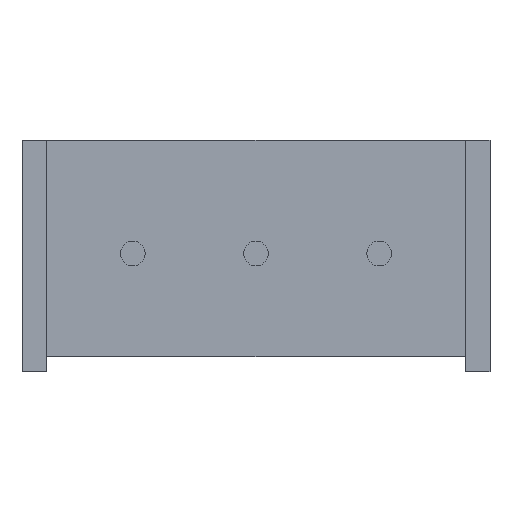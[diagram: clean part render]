
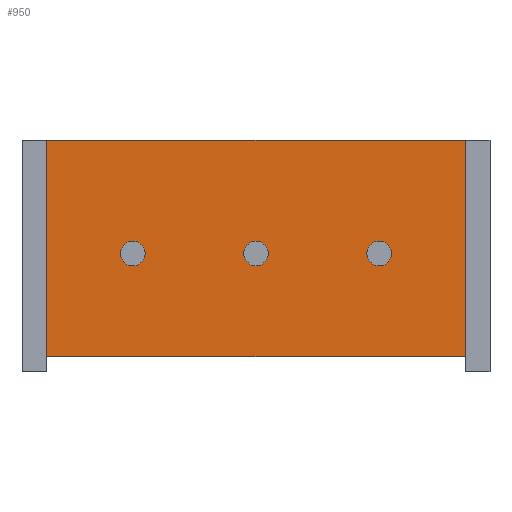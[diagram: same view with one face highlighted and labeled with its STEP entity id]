
A CAD part, front view. The second image highlights one B-rep face of the part: STEP entity #950.
In plain terms, the highlighted planar face has unit normal (0, -1, 0).
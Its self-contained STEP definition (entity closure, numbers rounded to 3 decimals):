
#145=DIRECTION('',(-1.,0.,0.));
#146=VECTOR('',#145,8.5);
#147=CARTESIAN_POINT('',(4.25,-4.5,2.35));
#148=LINE('',#147,#146);
#187=DIRECTION('',(0.,0.,-1.));
#188=VECTOR('',#187,4.4);
#189=CARTESIAN_POINT('',(-4.25,-4.5,2.35));
#190=LINE('',#189,#188);
#194=DIRECTION('',(0.,0.,-1.));
#195=VECTOR('',#194,4.4);
#196=CARTESIAN_POINT('',(4.25,-4.5,2.35));
#197=LINE('',#196,#195);
#201=CARTESIAN_POINT('',(-2.5,-4.5,0.05));
#202=DIRECTION('',(0.,-1.,0.));
#203=DIRECTION('',(1.,0.,0.));
#204=AXIS2_PLACEMENT_3D('',#201,#202,#203);
#209=CARTESIAN_POINT('',(-2.5,-4.5,0.05));
#210=DIRECTION('',(0.,-1.,0.));
#211=DIRECTION('',(-1.,0.,0.));
#212=AXIS2_PLACEMENT_3D('',#209,#210,#211);
#217=CARTESIAN_POINT('',(0.,-4.5,0.05));
#218=DIRECTION('',(0.,-1.,0.));
#219=DIRECTION('',(1.,0.,0.));
#220=AXIS2_PLACEMENT_3D('',#217,#218,#219);
#225=CARTESIAN_POINT('',(0.,-4.5,0.05));
#226=DIRECTION('',(0.,-1.,0.));
#227=DIRECTION('',(-1.,0.,0.));
#228=AXIS2_PLACEMENT_3D('',#225,#226,#227);
#233=CARTESIAN_POINT('',(2.5,-4.5,0.05));
#234=DIRECTION('',(0.,-1.,0.));
#235=DIRECTION('',(1.,0.,0.));
#236=AXIS2_PLACEMENT_3D('',#233,#234,#235);
#241=CARTESIAN_POINT('',(2.5,-4.5,0.05));
#242=DIRECTION('',(0.,-1.,0.));
#243=DIRECTION('',(-1.,0.,0.));
#244=AXIS2_PLACEMENT_3D('',#241,#242,#243);
#551=DIRECTION('',(-1.,0.,0.));
#552=VECTOR('',#551,8.5);
#553=CARTESIAN_POINT('',(4.25,-4.5,-2.05));
#554=LINE('',#553,#552);
#775=CARTESIAN_POINT('',(4.25,-4.5,2.35));
#776=VERTEX_POINT('',#775);
#777=CARTESIAN_POINT('',(-4.25,-4.5,2.35));
#778=VERTEX_POINT('',#777);
#783=CARTESIAN_POINT('',(4.25,-4.5,-2.05));
#784=VERTEX_POINT('',#783);
#785=CARTESIAN_POINT('',(-4.25,-4.5,-2.05));
#786=VERTEX_POINT('',#785);
#799=CARTESIAN_POINT('',(-2.25,-4.5,0.05));
#800=CARTESIAN_POINT('',(-2.75,-4.5,0.05));
#801=VERTEX_POINT('',#799);
#802=VERTEX_POINT('',#800);
#803=CARTESIAN_POINT('',(0.25,-4.5,0.05));
#804=CARTESIAN_POINT('',(-0.25,-4.5,0.05));
#805=VERTEX_POINT('',#803);
#806=VERTEX_POINT('',#804);
#807=CARTESIAN_POINT('',(2.75,-4.5,0.05));
#808=CARTESIAN_POINT('',(2.25,-4.5,0.05));
#809=VERTEX_POINT('',#807);
#810=VERTEX_POINT('',#808);
#919=CARTESIAN_POINT('',(4.25,-4.5,2.35));
#920=DIRECTION('',(0.,1.,0.));
#921=DIRECTION('',(-1.,0.,0.));
#922=AXIS2_PLACEMENT_3D('',#919,#920,#921);
#923=PLANE('',#922);
#924=ORIENTED_EDGE('',*,*,#867,.F.);
#926=ORIENTED_EDGE('',*,*,#925,.T.);
#928=ORIENTED_EDGE('',*,*,#927,.T.);
#929=ORIENTED_EDGE('',*,*,#909,.F.);
#930=EDGE_LOOP('',(#924,#926,#928,#929));
#931=FACE_OUTER_BOUND('',#930,.F.);
#933=ORIENTED_EDGE('',*,*,#932,.T.);
#935=ORIENTED_EDGE('',*,*,#934,.T.);
#936=EDGE_LOOP('',(#933,#935));
#937=FACE_BOUND('',#936,.F.);
#939=ORIENTED_EDGE('',*,*,#938,.T.);
#941=ORIENTED_EDGE('',*,*,#940,.T.);
#942=EDGE_LOOP('',(#939,#941));
#943=FACE_BOUND('',#942,.F.);
#945=ORIENTED_EDGE('',*,*,#944,.T.);
#947=ORIENTED_EDGE('',*,*,#946,.T.);
#948=EDGE_LOOP('',(#945,#947));
#949=FACE_BOUND('',#948,.F.);
#950=ADVANCED_FACE('',(#931,#937,#943,#949),#923,.F.);
#205=CIRCLE('',#204,0.25);
#213=CIRCLE('',#212,0.25);
#221=CIRCLE('',#220,0.25);
#229=CIRCLE('',#228,0.25);
#237=CIRCLE('',#236,0.25);
#245=CIRCLE('',#244,0.25);
#867=EDGE_CURVE('',#776,#778,#148,.T.);
#909=EDGE_CURVE('',#778,#786,#190,.T.);
#925=EDGE_CURVE('',#776,#784,#197,.T.);
#927=EDGE_CURVE('',#784,#786,#554,.T.);
#932=EDGE_CURVE('',#801,#802,#205,.T.);
#934=EDGE_CURVE('',#802,#801,#213,.T.);
#938=EDGE_CURVE('',#805,#806,#221,.T.);
#940=EDGE_CURVE('',#806,#805,#229,.T.);
#944=EDGE_CURVE('',#809,#810,#237,.T.);
#946=EDGE_CURVE('',#810,#809,#245,.T.);
